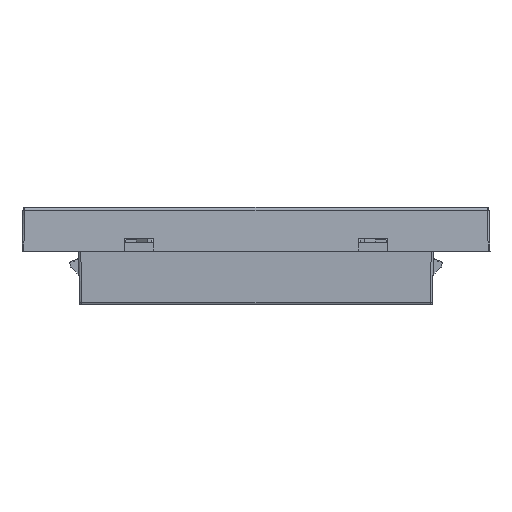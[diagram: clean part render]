
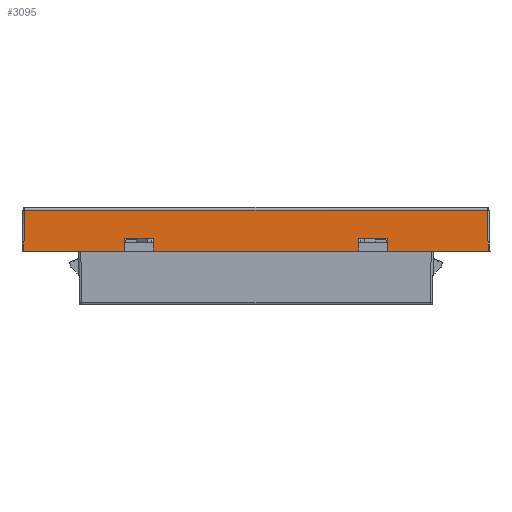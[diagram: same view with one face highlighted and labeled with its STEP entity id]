
A CAD part, front view. The second image highlights one B-rep face of the part: STEP entity #3095.
In plain terms, the highlighted planar face has unit normal (0, -1, 0.024).
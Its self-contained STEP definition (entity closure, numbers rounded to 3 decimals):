
#1122 = LINE ( 'NONE', #10791, #20519 ) ;
#1363 = EDGE_LOOP ( 'NONE', ( #28462, #1925, #22255, #28093, #29139, #8539, #9334, #29323, #26925, #2868, #18977, #20908 ) ) ;
#1509 = VERTEX_POINT ( 'NONE', #29226 ) ;
#1826 = VECTOR ( 'NONE', #25975, 1000. ) ;
#1925 = ORIENTED_EDGE ( 'NONE', *, *, #30295, .T. ) ;
#2058 = VECTOR ( 'NONE', #18118, 1000. ) ;
#2151 = EDGE_CURVE ( 'NONE', #14380, #13830, #19366, .T. ) ;
#2220 = DIRECTION ( 'NONE',  ( 0.024, -0.024, -0.999 ) ) ;
#2798 = VECTOR ( 'NONE', #15230, 1000. ) ;
#2860 = VERTEX_POINT ( 'NONE', #6769 ) ;
#2868 = ORIENTED_EDGE ( 'NONE', *, *, #24746, .F. ) ;
#3095 = ADVANCED_FACE ( 'NONE', ( #9796 ), #10670, .T. ) ;
#3256 = VECTOR ( 'NONE', #13749, 1000. ) ;
#3258 = CARTESIAN_POINT ( 'NONE',  ( 23.3, -53.1, 0. ) ) ;
#3721 = DIRECTION ( 'NONE',  ( 1., 0., 0. ) ) ;
#4369 = LINE ( 'NONE', #25663, #3256 ) ;
#4760 = VECTOR ( 'NONE', #17487, 1000. ) ;
#5081 = LINE ( 'NONE', #25600, #19534 ) ;
#5200 = CARTESIAN_POINT ( 'NONE',  ( 52.7, -53.1, 0. ) ) ;
#5584 = LINE ( 'NONE', #12188, #16580 ) ;
#5683 = VECTOR ( 'NONE', #25440, 1000. ) ;
#6015 = LINE ( 'NONE', #18116, #18954 ) ;
#6688 = CARTESIAN_POINT ( 'NONE',  ( 23.3, -53.1, 0. ) ) ;
#6769 = CARTESIAN_POINT ( 'NONE',  ( -23.3, -53.029, 2.9 ) ) ;
#6848 = VECTOR ( 'NONE', #13777, 1000. ) ;
#6971 = EDGE_CURVE ( 'NONE', #16711, #2860, #5081, .T. ) ;
#8479 = AXIS2_PLACEMENT_3D ( 'NONE', #20365, #25445, #29940 ) ;
#8539 = ORIENTED_EDGE ( 'NONE', *, *, #2151, .T. ) ;
#9227 = LINE ( 'NONE', #27295, #2798 ) ;
#9281 = VERTEX_POINT ( 'NONE', #9393 ) ;
#9334 = ORIENTED_EDGE ( 'NONE', *, *, #9485, .T. ) ;
#9393 = CARTESIAN_POINT ( 'NONE',  ( 29.9, -53.1, 0. ) ) ;
#9485 = EDGE_CURVE ( 'NONE', #13830, #15888, #6015, .T. ) ;
#9796 = FACE_OUTER_BOUND ( 'NONE', #1363, .T. ) ;
#9894 = CARTESIAN_POINT ( 'NONE',  ( 52.474, -52.873, 9.268 ) ) ;
#10282 = LINE ( 'NONE', #23587, #6848 ) ;
#10670 = PLANE ( 'NONE',  #8479 ) ;
#10791 = CARTESIAN_POINT ( 'NONE',  ( -29.9, -53.1, 0. ) ) ;
#10873 = CARTESIAN_POINT ( 'NONE',  ( -52.474, -52.873, 9.268 ) ) ;
#11143 = LINE ( 'NONE', #15668, #2058 ) ;
#12188 = CARTESIAN_POINT ( 'NONE',  ( -52.7, -53.1, 0. ) ) ;
#12842 = LINE ( 'NONE', #18645, #1826 ) ;
#13116 = CARTESIAN_POINT ( 'NONE',  ( 23.3, -53.029, 2.9 ) ) ;
#13549 = VECTOR ( 'NONE', #2220, 1000. ) ;
#13609 = CARTESIAN_POINT ( 'NONE',  ( -23.3, -53.1, 0. ) ) ;
#13749 = DIRECTION ( 'NONE',  ( 0.024, 0.024, 0.999 ) ) ;
#13777 = DIRECTION ( 'NONE',  ( -1., 0., 0. ) ) ;
#13830 = VERTEX_POINT ( 'NONE', #13116 ) ;
#14380 = VERTEX_POINT ( 'NONE', #6688 ) ;
#14531 = CARTESIAN_POINT ( 'NONE',  ( 52.474, -52.873, 9.268 ) ) ;
#14926 = CARTESIAN_POINT ( 'NONE',  ( -29.9, -53.029, 2.9 ) ) ;
#15230 = DIRECTION ( 'NONE',  ( 1., 0., 0. ) ) ;
#15668 = CARTESIAN_POINT ( 'NONE',  ( -23.3, -53.1, 0. ) ) ;
#15888 = VERTEX_POINT ( 'NONE', #23853 ) ;
#16580 = VECTOR ( 'NONE', #31463, 1000. ) ;
#16711 = VERTEX_POINT ( 'NONE', #14926 ) ;
#17487 = DIRECTION ( 'NONE',  ( 0., -0.024, -1. ) ) ;
#17906 = EDGE_CURVE ( 'NONE', #15888, #9281, #12842, .T. ) ;
#18116 = CARTESIAN_POINT ( 'NONE',  ( 23.3, -53.029, 2.9 ) ) ;
#18118 = DIRECTION ( 'NONE',  ( 1., 0., 0. ) ) ;
#18147 = DIRECTION ( 'NONE',  ( 0., 0.024, 1. ) ) ;
#18645 = CARTESIAN_POINT ( 'NONE',  ( 29.9, -53.029, 2.9 ) ) ;
#18819 = LINE ( 'NONE', #24721, #4760 ) ;
#18954 = VECTOR ( 'NONE', #20361, 1000. ) ;
#18977 = ORIENTED_EDGE ( 'NONE', *, *, #29159, .T. ) ;
#19366 = LINE ( 'NONE', #3258, #5683 ) ;
#19497 = VERTEX_POINT ( 'NONE', #5200 ) ;
#19534 = VECTOR ( 'NONE', #3721, 1000. ) ;
#20048 = LINE ( 'NONE', #14531, #13549 ) ;
#20106 = CARTESIAN_POINT ( 'NONE',  ( -52.7, -53.1, 0. ) ) ;
#20361 = DIRECTION ( 'NONE',  ( 1., 0., 0. ) ) ;
#20365 = CARTESIAN_POINT ( 'NONE',  ( -55.907, -53.1, 0. ) ) ;
#20519 = VECTOR ( 'NONE', #18147, 1000. ) ;
#20908 = ORIENTED_EDGE ( 'NONE', *, *, #25718, .F. ) ;
#21827 = VERTEX_POINT ( 'NONE', #20106 ) ;
#22255 = ORIENTED_EDGE ( 'NONE', *, *, #6971, .T. ) ;
#22988 = VERTEX_POINT ( 'NONE', #13609 ) ;
#23587 = CARTESIAN_POINT ( 'NONE',  ( 52.474, -52.873, 9.268 ) ) ;
#23853 = CARTESIAN_POINT ( 'NONE',  ( 29.9, -53.029, 2.9 ) ) ;
#24360 = VERTEX_POINT ( 'NONE', #9894 ) ;
#24721 = CARTESIAN_POINT ( 'NONE',  ( -23.3, -53.029, 2.9 ) ) ;
#24746 = EDGE_CURVE ( 'NONE', #24360, #19497, #20048, .T. ) ;
#24755 = EDGE_CURVE ( 'NONE', #21827, #1509, #5584, .T. ) ;
#25440 = DIRECTION ( 'NONE',  ( 0., 0.024, 1. ) ) ;
#25445 = DIRECTION ( 'NONE',  ( 0., -1., 0.024 ) ) ;
#25600 = CARTESIAN_POINT ( 'NONE',  ( -29.9, -53.029, 2.9 ) ) ;
#25616 = EDGE_CURVE ( 'NONE', #2860, #22988, #18819, .T. ) ;
#25663 = CARTESIAN_POINT ( 'NONE',  ( -52.7, -53.1, 0. ) ) ;
#25718 = EDGE_CURVE ( 'NONE', #21827, #31262, #4369, .T. ) ;
#25975 = DIRECTION ( 'NONE',  ( 0., -0.024, -1. ) ) ;
#26925 = ORIENTED_EDGE ( 'NONE', *, *, #27883, .T. ) ;
#27295 = CARTESIAN_POINT ( 'NONE',  ( 29.9, -53.1, 0. ) ) ;
#27324 = EDGE_CURVE ( 'NONE', #22988, #14380, #11143, .T. ) ;
#27883 = EDGE_CURVE ( 'NONE', #9281, #19497, #9227, .T. ) ;
#28093 = ORIENTED_EDGE ( 'NONE', *, *, #25616, .T. ) ;
#28462 = ORIENTED_EDGE ( 'NONE', *, *, #24755, .T. ) ;
#29139 = ORIENTED_EDGE ( 'NONE', *, *, #27324, .T. ) ;
#29159 = EDGE_CURVE ( 'NONE', #24360, #31262, #10282, .T. ) ;
#29226 = CARTESIAN_POINT ( 'NONE',  ( -29.9, -53.1, 0. ) ) ;
#29323 = ORIENTED_EDGE ( 'NONE', *, *, #17906, .T. ) ;
#29940 = DIRECTION ( 'NONE',  ( -1., 0., 0. ) ) ;
#30295 = EDGE_CURVE ( 'NONE', #1509, #16711, #1122, .T. ) ;
#31262 = VERTEX_POINT ( 'NONE', #10873 ) ;
#31463 = DIRECTION ( 'NONE',  ( 1., 0., 0. ) ) ;
